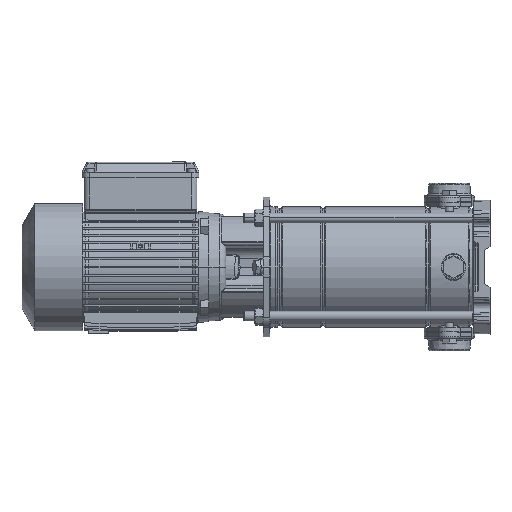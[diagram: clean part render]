
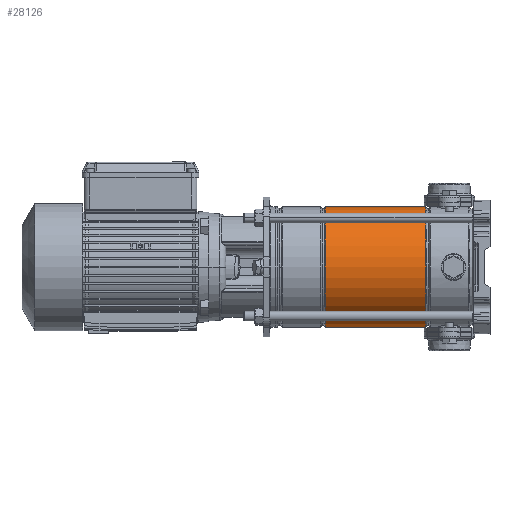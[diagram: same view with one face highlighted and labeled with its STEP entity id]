
A CAD part, left-side view. The second image highlights one B-rep face of the part: STEP entity #28126.
In plain terms, the highlighted cylindrical face has radius 74.4 mm (diameter 148.8 mm), a partial arc.
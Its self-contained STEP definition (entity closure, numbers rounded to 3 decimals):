
#14 = AXIS2_PLACEMENT_3D ( 'NONE', #4960, #46934, #27193 ) ;
#180 = DIRECTION ( 'NONE',  ( -1., 0., 0. ) ) ;
#1274 = FACE_OUTER_BOUND ( 'NONE', #56930, .T. ) ;
#4750 = CARTESIAN_POINT ( 'NONE',  ( 0., 0., 67.336 ) ) ;
#4960 = CARTESIAN_POINT ( 'NONE',  ( 0., 0., 190.664 ) ) ;
#7273 = EDGE_CURVE ( 'NONE', #20699, #43564, #53421, .T. ) ;
#7928 = ORIENTED_EDGE ( 'NONE', *, *, #7273, .T. ) ;
#8058 = EDGE_CURVE ( 'NONE', #57002, #13816, #9552, .T. ) ;
#8938 = CARTESIAN_POINT ( 'NONE',  ( 74.4, 0., 190.664 ) ) ;
#9552 = CIRCLE ( 'NONE', #56188, 74.4 ) ;
#13816 = VERTEX_POINT ( 'NONE', #44151 ) ;
#15629 = CARTESIAN_POINT ( 'NONE',  ( 74.4, 0., 0. ) ) ;
#19827 = CARTESIAN_POINT ( 'NONE',  ( 0., 0., 0. ) ) ;
#20657 = EDGE_CURVE ( 'NONE', #43564, #13816, #49128, .T. ) ;
#20699 = VERTEX_POINT ( 'NONE', #8938 ) ;
#24679 = DIRECTION ( 'NONE',  ( -1., 0., 0. ) ) ;
#27193 = DIRECTION ( 'NONE',  ( -1., 0., 0. ) ) ;
#28126 = ADVANCED_FACE ( 'NONE', ( #1274 ), #38987, .T. ) ;
#29576 = VECTOR ( 'NONE', #42082, 1000. ) ;
#33874 = LINE ( 'NONE', #15629, #52050 ) ;
#34372 = CARTESIAN_POINT ( 'NONE',  ( -74.4, 0., 190.664 ) ) ;
#35671 = ORIENTED_EDGE ( 'NONE', *, *, #20657, .T. ) ;
#36841 = ORIENTED_EDGE ( 'NONE', *, *, #55269, .F. ) ;
#38393 = DIRECTION ( 'NONE',  ( 0., 0., -1. ) ) ;
#38987 = CYLINDRICAL_SURFACE ( 'NONE', #41485, 74.4 ) ;
#40028 = CARTESIAN_POINT ( 'NONE',  ( 74.4, 0., 67.336 ) ) ;
#40610 = CARTESIAN_POINT ( 'NONE',  ( -74.4, 0., 0. ) ) ;
#41485 = AXIS2_PLACEMENT_3D ( 'NONE', #19827, #38393, #24679 ) ;
#42082 = DIRECTION ( 'NONE',  ( 0., 0., -1. ) ) ;
#42474 = DIRECTION ( 'NONE',  ( 0., 0., -1. ) ) ;
#43564 = VERTEX_POINT ( 'NONE', #34372 ) ;
#44151 = CARTESIAN_POINT ( 'NONE',  ( -74.4, 0., 67.336 ) ) ;
#44195 = DIRECTION ( 'NONE',  ( 0., 0., -1. ) ) ;
#46934 = DIRECTION ( 'NONE',  ( 0., 0., -1. ) ) ;
#49128 = LINE ( 'NONE', #40610, #29576 ) ;
#49712 = ORIENTED_EDGE ( 'NONE', *, *, #8058, .F. ) ;
#52050 = VECTOR ( 'NONE', #44195, 1000. ) ;
#53421 = CIRCLE ( 'NONE', #14, 74.4 ) ;
#55269 = EDGE_CURVE ( 'NONE', #20699, #57002, #33874, .T. ) ;
#56188 = AXIS2_PLACEMENT_3D ( 'NONE', #4750, #42474, #180 ) ;
#56930 = EDGE_LOOP ( 'NONE', ( #36841, #7928, #35671, #49712 ) ) ;
#57002 = VERTEX_POINT ( 'NONE', #40028 ) ;
